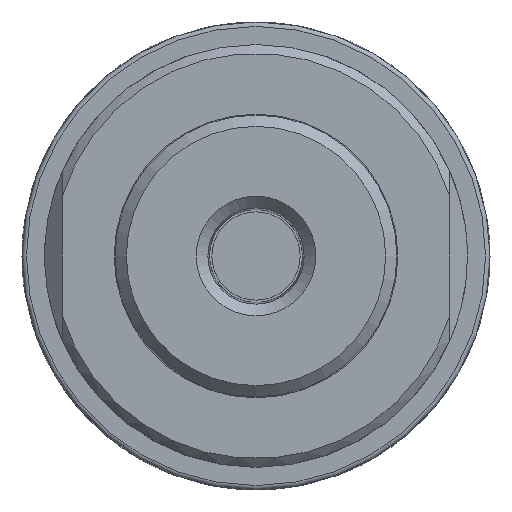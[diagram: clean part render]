
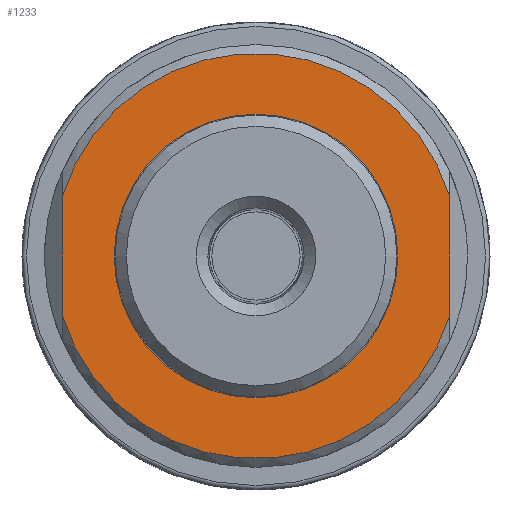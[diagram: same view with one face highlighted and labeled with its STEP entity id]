
A CAD part, left-side view. The second image highlights one B-rep face of the part: STEP entity #1233.
In plain terms, the highlighted planar face has unit normal (-1, 0, 0).
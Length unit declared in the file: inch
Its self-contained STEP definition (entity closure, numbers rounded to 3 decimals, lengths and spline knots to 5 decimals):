
#73=FACE_BOUND('',#274,.T.);
#85=CIRCLE('',#1303,0.71875);
#97=CIRCLE('',#1328,0.50313);
#98=CIRCLE('',#1330,0.71875);
#186=FACE_OUTER_BOUND('',#273,.T.);
#273=EDGE_LOOP('',(#813,#814,#815,#816));
#274=EDGE_LOOP('',(#817));
#343=LINE('',#1717,#411);
#348=LINE('',#1745,#416);
#411=VECTOR('',#1417,0.41926);
#416=VECTOR('',#1440,0.41926);
#482=VERTEX_POINT('',#1712);
#483=VERTEX_POINT('',#1716);
#490=VERTEX_POINT('',#1736);
#491=VERTEX_POINT('',#1744);
#503=VERTEX_POINT('',#1782);
#598=EDGE_CURVE('',#483,#482,#343,.T.);
#607=EDGE_CURVE('',#483,#490,#85,.T.);
#610=EDGE_CURVE('',#491,#490,#348,.T.);
#623=EDGE_CURVE('',#503,#503,#97,.T.);
#624=EDGE_CURVE('',#491,#482,#98,.T.);
#813=ORIENTED_EDGE('',*,*,#598,.T.);
#814=ORIENTED_EDGE('',*,*,#624,.F.);
#815=ORIENTED_EDGE('',*,*,#610,.T.);
#816=ORIENTED_EDGE('',*,*,#607,.F.);
#817=ORIENTED_EDGE('',*,*,#623,.F.);
#1108=PLANE('',#1329);
#1233=ADVANCED_FACE('',(#186,#73),#1108,.T.);
#1303=AXIS2_PLACEMENT_3D('',#1737,#1433,#1434);
#1328=AXIS2_PLACEMENT_3D('',#1783,#1485,#1486);
#1329=AXIS2_PLACEMENT_3D('',#1784,#1487,#1488);
#1330=AXIS2_PLACEMENT_3D('',#1785,#1489,#1490);
#1417=DIRECTION('',(0.,0.,1.));
#1433=DIRECTION('center_axis',(1.,0.,0.));
#1434=DIRECTION('ref_axis',(0.,1.,0.));
#1440=DIRECTION('',(0.,0.,-1.));
#1485=DIRECTION('center_axis',(-1.,0.,0.));
#1486=DIRECTION('ref_axis',(0.,1.,0.));
#1487=DIRECTION('center_axis',(-1.,0.,0.));
#1488=DIRECTION('ref_axis',(0.,0.,1.));
#1489=DIRECTION('center_axis',(1.,0.,0.));
#1490=DIRECTION('ref_axis',(0.,1.,0.));
#1712=CARTESIAN_POINT('',(2.,-0.6875,0.20963));
#1716=CARTESIAN_POINT('',(2.,-0.6875,-0.20963));
#1717=CARTESIAN_POINT('',(2.,-0.6875,-0.375));
#1736=CARTESIAN_POINT('',(2.,0.6875,-0.20963));
#1737=CARTESIAN_POINT('Origin',(2.,0.,0.));
#1744=CARTESIAN_POINT('',(2.,0.6875,0.20963));
#1745=CARTESIAN_POINT('',(2.,0.6875,0.375));
#1782=CARTESIAN_POINT('',(2.,-0.50313,0.));
#1783=CARTESIAN_POINT('Origin',(2.,0.,0.));
#1784=CARTESIAN_POINT('Origin',(2.,-0.4875,0.));
#1785=CARTESIAN_POINT('Origin',(2.,0.,0.));
